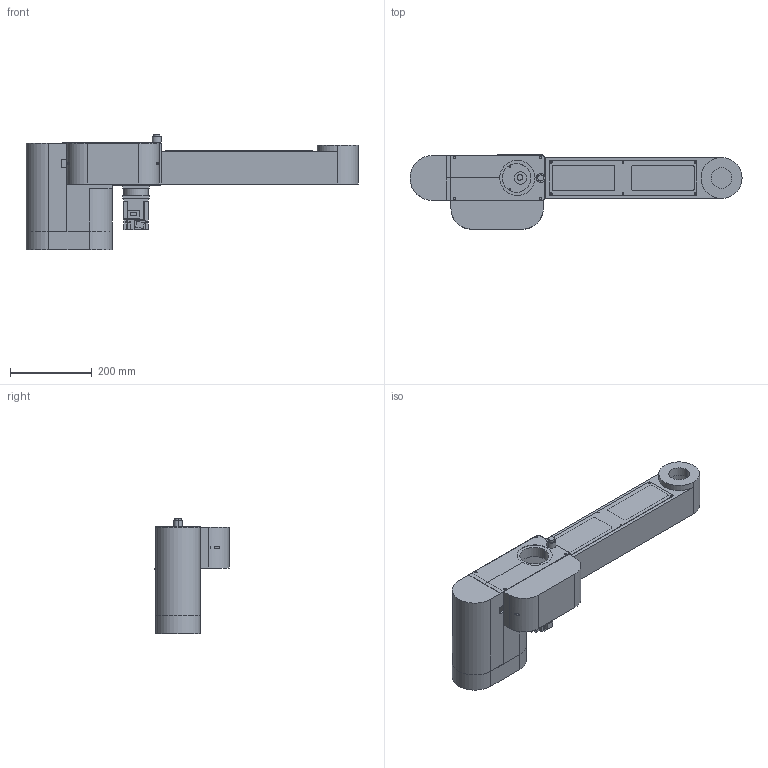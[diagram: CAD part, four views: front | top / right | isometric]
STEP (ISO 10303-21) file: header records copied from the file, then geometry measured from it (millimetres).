
FILE_DESCRIPTION (( 'STEP AP203' ), '1' );
FILE_NAME ('[KHAU-----3].STEP', '2024-07-05T02:36:31', ( '' ), ( '' ), 'SwSTEP 2.0', 'SolidWorks 2020', '' );
FILE_SCHEMA (( 'CONFIG_CONTROL_DESIGN' ));
Length unit declared in the file: millimetre
Products named in the file (15): [K3]ﾐ?ng_co.stp; [K3]N?p_ﾐ?u.stp; [K3]Nap.stp; [K3]N?p_Th滱.stp; [K3]N?p_Th滱_22.stp; [K3]?p.stp; [K3]Ong.stp; [K3]N?p_ﾐ?ngCo.stp; [K3[N?p.stp; [K3]N?p_ﾐ? DC.stp; [K3]M?t_B獳h.stp; [KHAU-----3]; [K3]Can_ch?nh_笁.stp; [K3]Th滱.stp; [K3]ﾐ? DC.stp
Assembly tree (16 placements, depth 2):
  [KHAU-----3]
    [K3]Th滱.stp
    [K3[N?p.stp
    [K3]Can_ch?nh_笁.stp
    [K3]ﾐ? DC.stp
    [K3]ﾐ?ng_co.stp  x2
    [K3]M?t_B獳h.stp
    [K3]Nap.stp  x2
    [K3]N?p_ﾐ?u.stp
    [K3]N?p_ﾐ? DC.stp
    [K3]N?p_ﾐ?ngCo.stp
    [K3]N?p_Th滱.stp
    [K3]N?p_Th滱_22.stp
    [K3]Ong.stp
    [K3]?p.stp
Bounding box: 810 x 181.77 x 283 mm (x, y, z)
Volume: 4109134 mm3; surface area: 1178814.7 mm2
Topology: 16 solids, 16 shells, 689 faces, 1848 edges, 1211 vertices
Faces by surface type: plane 358, cylinder 315, cone 16
Entity records: 19760 total; most frequent: CARTESIAN_POINT 3315, DIRECTION 3194, ORIENTED_EDGE 2970, EDGE_CURVE 1485, AXIS2_PLACEMENT_3D 1139, VERTEX_POINT 981, VECTOR 916, LINE 916
